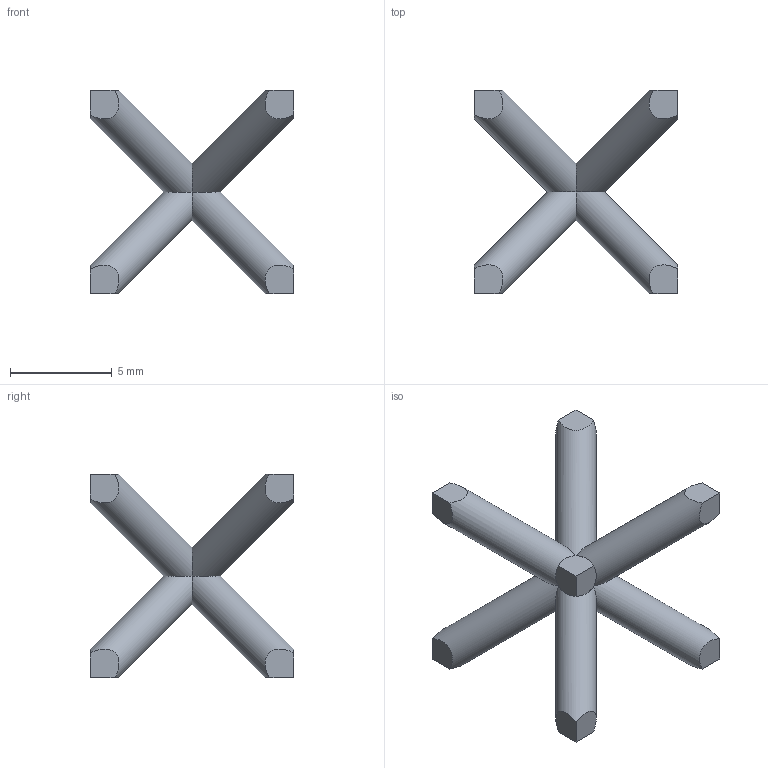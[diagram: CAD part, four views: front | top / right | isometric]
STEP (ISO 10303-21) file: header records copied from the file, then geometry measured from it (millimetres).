
FILE_DESCRIPTION(('Open CASCADE Model'),'2;1');
FILE_NAME('Open CASCADE Shape Model','2024-07-23T16:43:42',('Author'),( 'Open CASCADE'),'Open CASCADE STEP processor 7.8','Open CASCADE 7.8' ,'Unknown');
FILE_SCHEMA(('AUTOMOTIVE_DESIGN { 1 0 10303 214 1 1 1 1 }'));
Length unit declared in the file: millimetre
Products named in the file (1): Open CASCADE STEP translator 7.8 1
Bounding box: 10 x 10 x 10 mm (x, y, z)
Volume: 177 mm3; surface area: 360 mm2
Topology: 1 solids, 1 shells, 32 faces, 96 edges, 66 vertices
Faces by surface type: plane 24, cylinder 8
Full cylindrical faces by diameter (mm): 1.991 x8
Entity records: 2918 total; most frequent: CARTESIAN_POINT 1107, DIRECTION 322, ORIENTED_EDGE 192, PCURVE 192, DEFINITIONAL_REPRESENTATION 192, AXIS2_PLACEMENT_3D 97, EDGE_CURVE 96, ELLIPSE 96
